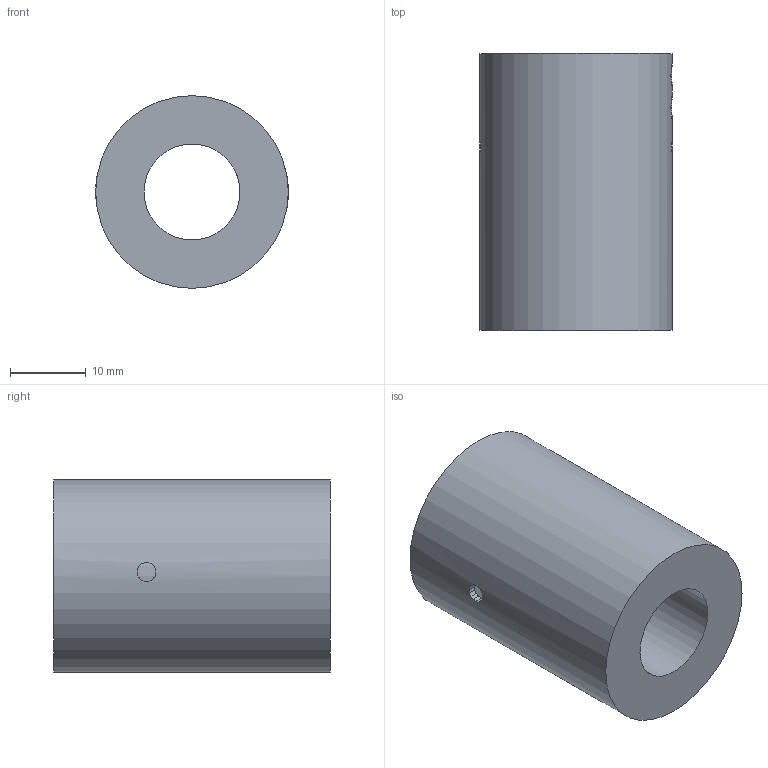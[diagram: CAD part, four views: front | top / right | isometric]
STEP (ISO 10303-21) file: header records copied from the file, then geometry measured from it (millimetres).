
FILE_DESCRIPTION(/* description */ (''),/* implementation_level */ '2;1');
FILE_NAME(/* name */ 'watercoolingGalvo v3.step',/* time_stamp */ '2021-05-25T11:35:32-04:00',/* author */ (''),/* organization */ (''),/* preprocessor_version */ 'ST-DEVELOPER v18.1',/* originating_system */ 'Autodesk Translation Framework v10.6.0.1341',/* authorisation */ '');
FILE_SCHEMA (('AUTOMOTIVE_DESIGN { 1 0 10303 214 3 1 1 }'));
Length unit declared in the file: millimetre
Products named in the file (1): watercoolingGalvo
Bounding box: 25.4 x 36.5 x 25.4 mm (x, y, z)
Volume: 7094.6 mm3; surface area: 8798.4 mm2
Topology: 1 solids, 1 shells, 27 faces, 81 edges, 56 vertices
Faces by surface type: bspline 14, cylinder 9, plane 4
Full cylindrical faces by diameter (mm): 2.5 x1, 3.66 x2, 12.65 x1, 14.65 x1, 23.4 x1, 25.4 x1
Entity records: 1508 total; most frequent: CARTESIAN_POINT 847, ORIENTED_EDGE 162, EDGE_CURVE 81, DIRECTION 69, VERTEX_POINT 56, B_SPLINE_CURVE_WITH_KNOTS 48, EDGE_LOOP 37, FACE_OUTER_BOUND 27
